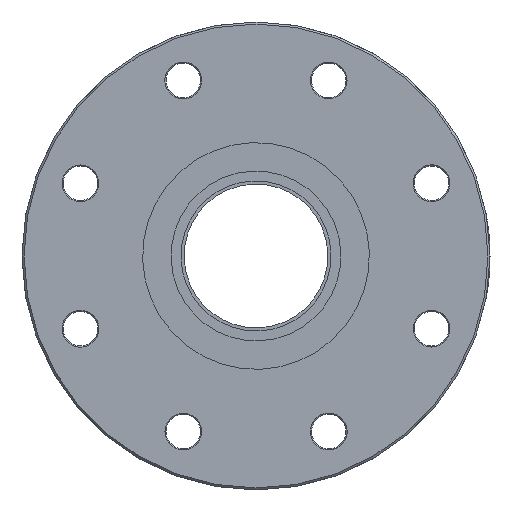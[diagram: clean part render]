
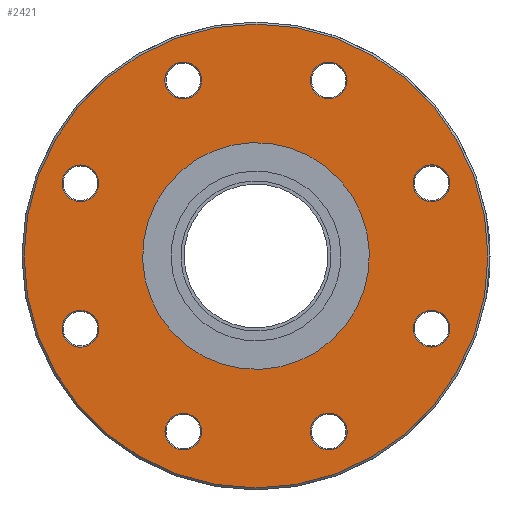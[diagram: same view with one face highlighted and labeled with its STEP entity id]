
A CAD part, front view. The second image highlights one B-rep face of the part: STEP entity #2421.
In plain terms, the highlighted planar face has unit normal (0, -1, 0).
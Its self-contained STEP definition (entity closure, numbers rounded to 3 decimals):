
#234=FACE_BOUND('',#474,.T.);
#235=FACE_BOUND('',#475,.T.);
#236=FACE_BOUND('',#476,.T.);
#237=FACE_BOUND('',#477,.T.);
#238=FACE_BOUND('',#478,.T.);
#239=FACE_BOUND('',#479,.T.);
#240=FACE_BOUND('',#480,.T.);
#241=FACE_BOUND('',#481,.T.);
#242=FACE_BOUND('',#482,.T.);
#265=PLANE('',#2654);
#329=FACE_OUTER_BOUND('',#473,.T.);
#473=EDGE_LOOP('',(#1648));
#474=EDGE_LOOP('',(#1649));
#475=EDGE_LOOP('',(#1650));
#476=EDGE_LOOP('',(#1651));
#477=EDGE_LOOP('',(#1652));
#478=EDGE_LOOP('',(#1653));
#479=EDGE_LOOP('',(#1654));
#480=EDGE_LOOP('',(#1655));
#481=EDGE_LOOP('',(#1656));
#482=EDGE_LOOP('',(#1657));
#925=CIRCLE('',#2649,19.05);
#928=CIRCLE('',#2653,56.25);
#929=CIRCLE('',#2655,4.45);
#930=CIRCLE('',#2656,4.45);
#931=CIRCLE('',#2657,4.45);
#932=CIRCLE('',#2658,4.45);
#933=CIRCLE('',#2659,4.45);
#934=CIRCLE('',#2660,4.45);
#935=CIRCLE('',#2661,4.45);
#936=CIRCLE('',#2662,4.45);
#1017=VERTEX_POINT('',#3359);
#1020=VERTEX_POINT('',#3367);
#1021=VERTEX_POINT('',#3371);
#1022=VERTEX_POINT('',#3373);
#1023=VERTEX_POINT('',#3375);
#1024=VERTEX_POINT('',#3377);
#1025=VERTEX_POINT('',#3379);
#1026=VERTEX_POINT('',#3381);
#1027=VERTEX_POINT('',#3383);
#1028=VERTEX_POINT('',#3385);
#1265=EDGE_CURVE('',#1017,#1017,#925,.T.);
#1269=EDGE_CURVE('',#1020,#1020,#928,.T.);
#1270=EDGE_CURVE('',#1021,#1021,#929,.T.);
#1271=EDGE_CURVE('',#1022,#1022,#930,.T.);
#1272=EDGE_CURVE('',#1023,#1023,#931,.T.);
#1273=EDGE_CURVE('',#1024,#1024,#932,.T.);
#1274=EDGE_CURVE('',#1025,#1025,#933,.T.);
#1275=EDGE_CURVE('',#1026,#1026,#934,.T.);
#1276=EDGE_CURVE('',#1027,#1027,#935,.T.);
#1277=EDGE_CURVE('',#1028,#1028,#936,.T.);
#1648=ORIENTED_EDGE('',*,*,#1269,.F.);
#1649=ORIENTED_EDGE('',*,*,#1265,.T.);
#1650=ORIENTED_EDGE('',*,*,#1270,.F.);
#1651=ORIENTED_EDGE('',*,*,#1271,.F.);
#1652=ORIENTED_EDGE('',*,*,#1272,.F.);
#1653=ORIENTED_EDGE('',*,*,#1273,.F.);
#1654=ORIENTED_EDGE('',*,*,#1274,.F.);
#1655=ORIENTED_EDGE('',*,*,#1275,.F.);
#1656=ORIENTED_EDGE('',*,*,#1276,.F.);
#1657=ORIENTED_EDGE('',*,*,#1277,.F.);
#2421=ADVANCED_FACE('',(#329,#234,#235,#236,#237,#238,#239,#240,#241,#242),
#265,.T.);
#2649=AXIS2_PLACEMENT_3D('',#3361,#2844,#2845);
#2653=AXIS2_PLACEMENT_3D('',#3369,#2853,#2854);
#2654=AXIS2_PLACEMENT_3D('',#3370,#2855,#2856);
#2655=AXIS2_PLACEMENT_3D('',#3372,#2857,#2858);
#2656=AXIS2_PLACEMENT_3D('',#3374,#2859,#2860);
#2657=AXIS2_PLACEMENT_3D('',#3376,#2861,#2862);
#2658=AXIS2_PLACEMENT_3D('',#3378,#2863,#2864);
#2659=AXIS2_PLACEMENT_3D('',#3380,#2865,#2866);
#2660=AXIS2_PLACEMENT_3D('',#3382,#2867,#2868);
#2661=AXIS2_PLACEMENT_3D('',#3384,#2869,#2870);
#2662=AXIS2_PLACEMENT_3D('',#3386,#2871,#2872);
#2844=DIRECTION('center_axis',(0.,1.,0.));
#2845=DIRECTION('ref_axis',(1.,0.,0.));
#2853=DIRECTION('center_axis',(0.,1.,0.));
#2854=DIRECTION('ref_axis',(1.,0.,0.));
#2855=DIRECTION('center_axis',(0.,-1.,0.));
#2856=DIRECTION('ref_axis',(0.,0.,-1.));
#2857=DIRECTION('center_axis',(0.,-1.,0.));
#2858=DIRECTION('ref_axis',(0.707,0.,0.707));
#2859=DIRECTION('center_axis',(0.,-1.,0.));
#2860=DIRECTION('ref_axis',(-0.707,0.,0.707));
#2861=DIRECTION('center_axis',(0.,-1.,0.));
#2862=DIRECTION('ref_axis',(-0.707,0.,-0.707));
#2863=DIRECTION('center_axis',(0.,-1.,0.));
#2864=DIRECTION('ref_axis',(0.707,0.,-0.707));
#2865=DIRECTION('center_axis',(0.,-1.,0.));
#2866=DIRECTION('ref_axis',(1.,0.,0.));
#2867=DIRECTION('center_axis',(0.,-1.,0.));
#2868=DIRECTION('ref_axis',(0.,0.,-1.));
#2869=DIRECTION('center_axis',(0.,-1.,0.));
#2870=DIRECTION('ref_axis',(-1.,0.,0.));
#2871=DIRECTION('center_axis',(0.,-1.,0.));
#2872=DIRECTION('ref_axis',(0.,0.,1.));
#3359=CARTESIAN_POINT('',(-19.05,0.,0.));
#3361=CARTESIAN_POINT('Origin',(0.,0.,0.));
#3367=CARTESIAN_POINT('',(-56.25,0.,0.));
#3369=CARTESIAN_POINT('Origin',(0.,0.,0.));
#3370=CARTESIAN_POINT('Origin',(-56.75,0.,0.));
#3371=CARTESIAN_POINT('',(39.444,0.,14.495));
#3372=CARTESIAN_POINT('Origin',(42.591,0.,17.642));
#3373=CARTESIAN_POINT('',(-14.495,0.,39.444));
#3374=CARTESIAN_POINT('Origin',(-17.642,0.,42.591));
#3375=CARTESIAN_POINT('',(-39.444,0.,-14.495));
#3376=CARTESIAN_POINT('Origin',(-42.591,0.,-17.642));
#3377=CARTESIAN_POINT('',(14.495,0.,-39.444));
#3378=CARTESIAN_POINT('Origin',(17.642,0.,-42.591));
#3379=CARTESIAN_POINT('',(38.141,0.,-17.642));
#3380=CARTESIAN_POINT('Origin',(42.591,0.,-17.642));
#3381=CARTESIAN_POINT('',(-17.642,0.,-38.141));
#3382=CARTESIAN_POINT('Origin',(-17.642,0.,-42.591));
#3383=CARTESIAN_POINT('',(-38.141,0.,17.642));
#3384=CARTESIAN_POINT('Origin',(-42.591,0.,17.642));
#3385=CARTESIAN_POINT('',(17.642,0.,38.141));
#3386=CARTESIAN_POINT('Origin',(17.642,0.,42.591));
